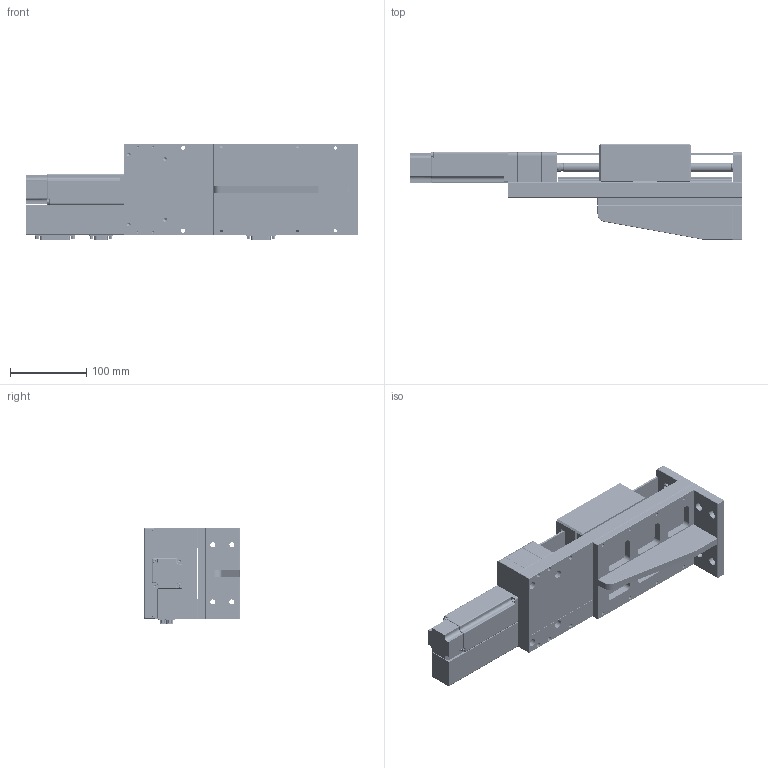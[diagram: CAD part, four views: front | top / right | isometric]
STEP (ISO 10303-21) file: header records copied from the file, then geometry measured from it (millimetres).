
FILE_DESCRIPTION (( 'STEP AP214' ), '1' );
FILE_NAME ('FMSZ120S-100H-A.STEP', '2022-12-07T13:31:01', ( '' ), ( '' ), 'SwSTEP 2.0', 'SolidWorks 2017', '' );
FILE_SCHEMA (( 'AUTOMOTIVE_DESIGN' ));
Length unit declared in the file: millimetre
Products named in the file (1): FMSZ120S-100H-A
Bounding box: 436.5 x 125 x 126.8 mm (x, y, z)
Volume: 1913774.1 mm3; surface area: 599933.2 mm2
Topology: 87 solids, 96 shells, 6440 faces, 15943 edges, 9634 vertices
Faces by surface type: cylinder 2540, plane 2275, cone 509, bspline 475, torus 426, sphere 215
Entity records: 286916 total; most frequent: CARTESIAN_POINT 66110, DIRECTION 31032, ORIENTED_EDGE 30882, EDGE_CURVE 15441, AXIS2_PLACEMENT_3D 11606, VERTEX_POINT 9581, VECTOR 7820, LINE 7820
